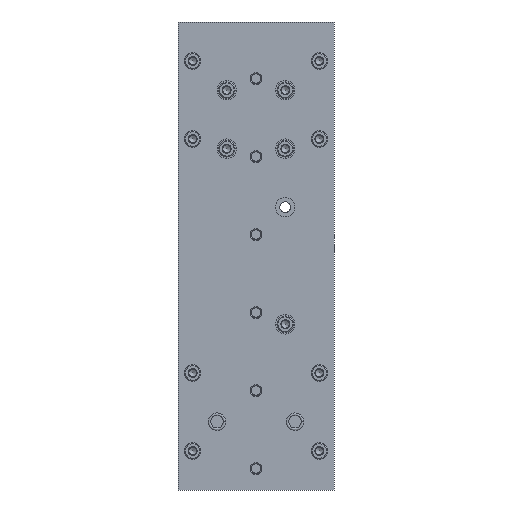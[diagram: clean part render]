
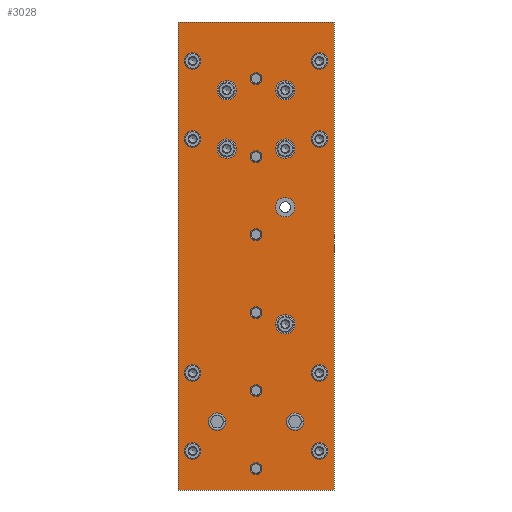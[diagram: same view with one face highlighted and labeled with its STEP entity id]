
A CAD part, front view. The second image highlights one B-rep face of the part: STEP entity #3028.
In plain terms, the highlighted face is planar.
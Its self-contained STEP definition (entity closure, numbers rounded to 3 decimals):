
#345=CIRCLE('',#3335,5.);
#346=CIRCLE('',#3336,5.);
#347=CIRCLE('',#3337,5.);
#348=CIRCLE('',#3338,5.);
#349=CIRCLE('',#3339,5.);
#350=CIRCLE('',#3340,5.);
#351=CIRCLE('',#3341,3.);
#352=CIRCLE('',#3342,3.);
#353=CIRCLE('',#3343,3.);
#354=CIRCLE('',#3344,2.5);
#355=CIRCLE('',#3345,2.5);
#356=CIRCLE('',#3346,2.5);
#357=CIRCLE('',#3347,2.5);
#358=CIRCLE('',#3348,3.);
#359=CIRCLE('',#3349,3.);
#360=CIRCLE('',#3350,4.5);
#361=CIRCLE('',#3351,4.5);
#362=CIRCLE('',#3352,3.);
#363=CIRCLE('',#3353,2.5);
#364=CIRCLE('',#3354,2.5);
#365=CIRCLE('',#3355,2.5);
#366=CIRCLE('',#3356,2.5);
#553=ORIENTED_EDGE('',*,*,#1277,.F.);
#554=ORIENTED_EDGE('',*,*,#1278,.F.);
#555=ORIENTED_EDGE('',*,*,#1279,.F.);
#556=ORIENTED_EDGE('',*,*,#1280,.F.);
#557=ORIENTED_EDGE('',*,*,#1281,.F.);
#558=ORIENTED_EDGE('',*,*,#1282,.F.);
#559=ORIENTED_EDGE('',*,*,#1283,.F.);
#560=ORIENTED_EDGE('',*,*,#1284,.F.);
#561=ORIENTED_EDGE('',*,*,#1285,.F.);
#562=ORIENTED_EDGE('',*,*,#1286,.F.);
#563=ORIENTED_EDGE('',*,*,#1287,.F.);
#564=ORIENTED_EDGE('',*,*,#1288,.F.);
#565=ORIENTED_EDGE('',*,*,#1289,.F.);
#566=ORIENTED_EDGE('',*,*,#1290,.F.);
#567=ORIENTED_EDGE('',*,*,#1291,.F.);
#568=ORIENTED_EDGE('',*,*,#1292,.F.);
#569=ORIENTED_EDGE('',*,*,#1293,.F.);
#570=ORIENTED_EDGE('',*,*,#1294,.F.);
#571=ORIENTED_EDGE('',*,*,#1295,.F.);
#572=ORIENTED_EDGE('',*,*,#1296,.F.);
#573=ORIENTED_EDGE('',*,*,#1297,.F.);
#574=ORIENTED_EDGE('',*,*,#1298,.F.);
#575=ORIENTED_EDGE('',*,*,#1267,.T.);
#576=ORIENTED_EDGE('',*,*,#1271,.T.);
#577=ORIENTED_EDGE('',*,*,#1274,.T.);
#578=ORIENTED_EDGE('',*,*,#1276,.T.);
#1267=EDGE_CURVE('',#1632,#1631,#1915,.T.);
#1271=EDGE_CURVE('',#1631,#1634,#1919,.T.);
#1274=EDGE_CURVE('',#1634,#1636,#1922,.T.);
#1276=EDGE_CURVE('',#1636,#1632,#1924,.T.);
#1277=EDGE_CURVE('',#1637,#1637,#345,.T.);
#1278=EDGE_CURVE('',#1638,#1638,#346,.T.);
#1279=EDGE_CURVE('',#1639,#1639,#347,.T.);
#1280=EDGE_CURVE('',#1640,#1640,#348,.T.);
#1281=EDGE_CURVE('',#1641,#1641,#349,.T.);
#1282=EDGE_CURVE('',#1642,#1642,#350,.T.);
#1283=EDGE_CURVE('',#1643,#1643,#351,.T.);
#1284=EDGE_CURVE('',#1644,#1644,#352,.T.);
#1285=EDGE_CURVE('',#1645,#1645,#353,.T.);
#1286=EDGE_CURVE('',#1646,#1646,#354,.T.);
#1287=EDGE_CURVE('',#1647,#1647,#355,.T.);
#1288=EDGE_CURVE('',#1648,#1648,#356,.T.);
#1289=EDGE_CURVE('',#1649,#1649,#357,.T.);
#1290=EDGE_CURVE('',#1650,#1650,#358,.T.);
#1291=EDGE_CURVE('',#1651,#1651,#359,.T.);
#1292=EDGE_CURVE('',#1652,#1652,#360,.T.);
#1293=EDGE_CURVE('',#1653,#1653,#361,.T.);
#1294=EDGE_CURVE('',#1654,#1654,#362,.T.);
#1295=EDGE_CURVE('',#1655,#1655,#363,.T.);
#1296=EDGE_CURVE('',#1656,#1656,#364,.T.);
#1297=EDGE_CURVE('',#1657,#1657,#365,.T.);
#1298=EDGE_CURVE('',#1658,#1658,#366,.T.);
#1631=VERTEX_POINT('',#4807);
#1632=VERTEX_POINT('',#4809);
#1634=VERTEX_POINT('',#4815);
#1636=VERTEX_POINT('',#4821);
#1637=VERTEX_POINT('',#4828);
#1638=VERTEX_POINT('',#4830);
#1639=VERTEX_POINT('',#4832);
#1640=VERTEX_POINT('',#4834);
#1641=VERTEX_POINT('',#4836);
#1642=VERTEX_POINT('',#4838);
#1643=VERTEX_POINT('',#4840);
#1644=VERTEX_POINT('',#4842);
#1645=VERTEX_POINT('',#4844);
#1646=VERTEX_POINT('',#4846);
#1647=VERTEX_POINT('',#4848);
#1648=VERTEX_POINT('',#4850);
#1649=VERTEX_POINT('',#4852);
#1650=VERTEX_POINT('',#4854);
#1651=VERTEX_POINT('',#4856);
#1652=VERTEX_POINT('',#4858);
#1653=VERTEX_POINT('',#4860);
#1654=VERTEX_POINT('',#4862);
#1655=VERTEX_POINT('',#4864);
#1656=VERTEX_POINT('',#4866);
#1657=VERTEX_POINT('',#4868);
#1658=VERTEX_POINT('',#4870);
#1915=LINE('',#4808,#2055);
#1919=LINE('',#4816,#2059);
#1922=LINE('',#4822,#2062);
#1924=LINE('',#4825,#2064);
#2055=VECTOR('',#3779,1000.);
#2059=VECTOR('',#3785,1000.);
#2062=VECTOR('',#3790,1000.);
#2064=VECTOR('',#3794,1000.);
#2197=EDGE_LOOP('',(#553));
#2198=EDGE_LOOP('',(#554));
#2199=EDGE_LOOP('',(#555));
#2200=EDGE_LOOP('',(#556));
#2201=EDGE_LOOP('',(#557));
#2202=EDGE_LOOP('',(#558));
#2203=EDGE_LOOP('',(#559));
#2204=EDGE_LOOP('',(#560));
#2205=EDGE_LOOP('',(#561));
#2206=EDGE_LOOP('',(#562));
#2207=EDGE_LOOP('',(#563));
#2208=EDGE_LOOP('',(#564));
#2209=EDGE_LOOP('',(#565));
#2210=EDGE_LOOP('',(#566));
#2211=EDGE_LOOP('',(#567));
#2212=EDGE_LOOP('',(#568));
#2213=EDGE_LOOP('',(#569));
#2214=EDGE_LOOP('',(#570));
#2215=EDGE_LOOP('',(#571));
#2216=EDGE_LOOP('',(#572));
#2217=EDGE_LOOP('',(#573));
#2218=EDGE_LOOP('',(#574));
#2219=EDGE_LOOP('',(#575,#576,#577,#578));
#2567=FACE_BOUND('',#2197,.T.);
#2568=FACE_BOUND('',#2198,.T.);
#2569=FACE_BOUND('',#2199,.T.);
#2570=FACE_BOUND('',#2200,.T.);
#2571=FACE_BOUND('',#2201,.T.);
#2572=FACE_BOUND('',#2202,.T.);
#2573=FACE_BOUND('',#2203,.T.);
#2574=FACE_BOUND('',#2204,.T.);
#2575=FACE_BOUND('',#2205,.T.);
#2576=FACE_BOUND('',#2206,.T.);
#2577=FACE_BOUND('',#2207,.T.);
#2578=FACE_BOUND('',#2208,.T.);
#2579=FACE_BOUND('',#2209,.T.);
#2580=FACE_BOUND('',#2210,.T.);
#2581=FACE_BOUND('',#2211,.T.);
#2582=FACE_BOUND('',#2212,.T.);
#2583=FACE_BOUND('',#2213,.T.);
#2584=FACE_BOUND('',#2214,.T.);
#2585=FACE_BOUND('',#2215,.T.);
#2586=FACE_BOUND('',#2216,.T.);
#2587=FACE_BOUND('',#2217,.T.);
#2588=FACE_BOUND('',#2218,.T.);
#2589=FACE_BOUND('',#2219,.T.);
#2941=PLANE('',#3334);
#3028=ADVANCED_FACE('',(#2567,#2568,#2569,#2570,#2571,#2572,#2573,#2574,
#2575,#2576,#2577,#2578,#2579,#2580,#2581,#2582,#2583,#2584,#2585,#2586,
#2587,#2588,#2589),#2941,.T.);
#3334=AXIS2_PLACEMENT_3D('',#4826,#3795,#3796);
#3335=AXIS2_PLACEMENT_3D('',#4827,#3797,#3798);
#3336=AXIS2_PLACEMENT_3D('',#4829,#3799,#3800);
#3337=AXIS2_PLACEMENT_3D('',#4831,#3801,#3802);
#3338=AXIS2_PLACEMENT_3D('',#4833,#3803,#3804);
#3339=AXIS2_PLACEMENT_3D('',#4835,#3805,#3806);
#3340=AXIS2_PLACEMENT_3D('',#4837,#3807,#3808);
#3341=AXIS2_PLACEMENT_3D('',#4839,#3809,#3810);
#3342=AXIS2_PLACEMENT_3D('',#4841,#3811,#3812);
#3343=AXIS2_PLACEMENT_3D('',#4843,#3813,#3814);
#3344=AXIS2_PLACEMENT_3D('',#4845,#3815,#3816);
#3345=AXIS2_PLACEMENT_3D('',#4847,#3817,#3818);
#3346=AXIS2_PLACEMENT_3D('',#4849,#3819,#3820);
#3347=AXIS2_PLACEMENT_3D('',#4851,#3821,#3822);
#3348=AXIS2_PLACEMENT_3D('',#4853,#3823,#3824);
#3349=AXIS2_PLACEMENT_3D('',#4855,#3825,#3826);
#3350=AXIS2_PLACEMENT_3D('',#4857,#3827,#3828);
#3351=AXIS2_PLACEMENT_3D('',#4859,#3829,#3830);
#3352=AXIS2_PLACEMENT_3D('',#4861,#3831,#3832);
#3353=AXIS2_PLACEMENT_3D('',#4863,#3833,#3834);
#3354=AXIS2_PLACEMENT_3D('',#4865,#3835,#3836);
#3355=AXIS2_PLACEMENT_3D('',#4867,#3837,#3838);
#3356=AXIS2_PLACEMENT_3D('',#4869,#3839,#3840);
#3779=DIRECTION('',(0.,0.,1.));
#3785=DIRECTION('',(1.,0.,0.));
#3790=DIRECTION('',(0.,0.,-1.));
#3794=DIRECTION('',(-1.,0.,0.));
#3795=DIRECTION('',(0.,1.,0.));
#3796=DIRECTION('',(0.,0.,1.));
#3797=DIRECTION('',(0.,1.,0.));
#3798=DIRECTION('',(0.,0.,1.));
#3799=DIRECTION('',(0.,1.,0.));
#3800=DIRECTION('',(0.,0.,1.));
#3801=DIRECTION('',(0.,1.,0.));
#3802=DIRECTION('',(0.,0.,1.));
#3803=DIRECTION('',(0.,1.,0.));
#3804=DIRECTION('',(0.,0.,1.));
#3805=DIRECTION('',(0.,1.,0.));
#3806=DIRECTION('',(0.,0.,1.));
#3807=DIRECTION('',(0.,1.,0.));
#3808=DIRECTION('',(0.,0.,1.));
#3809=DIRECTION('',(0.,1.,0.));
#3810=DIRECTION('',(0.,0.,1.));
#3811=DIRECTION('',(0.,1.,0.));
#3812=DIRECTION('',(0.,0.,1.));
#3813=DIRECTION('',(0.,1.,0.));
#3814=DIRECTION('',(0.,0.,1.));
#3815=DIRECTION('',(0.,1.,0.));
#3816=DIRECTION('',(0.,0.,1.));
#3817=DIRECTION('',(0.,1.,0.));
#3818=DIRECTION('',(0.,0.,1.));
#3819=DIRECTION('',(0.,1.,0.));
#3820=DIRECTION('',(0.,0.,1.));
#3821=DIRECTION('',(0.,1.,0.));
#3822=DIRECTION('',(0.,0.,1.));
#3823=DIRECTION('',(0.,1.,0.));
#3824=DIRECTION('',(0.,0.,1.));
#3825=DIRECTION('',(0.,1.,0.));
#3826=DIRECTION('',(0.,0.,1.));
#3827=DIRECTION('',(0.,1.,0.));
#3828=DIRECTION('',(1.,0.,0.));
#3829=DIRECTION('',(0.,1.,0.));
#3830=DIRECTION('',(1.,0.,0.));
#3831=DIRECTION('',(0.,1.,0.));
#3832=DIRECTION('',(0.,0.,1.));
#3833=DIRECTION('',(0.,1.,0.));
#3834=DIRECTION('',(0.,0.,1.));
#3835=DIRECTION('',(0.,1.,0.));
#3836=DIRECTION('',(0.,0.,1.));
#3837=DIRECTION('',(0.,1.,0.));
#3838=DIRECTION('',(0.,0.,1.));
#3839=DIRECTION('',(0.,1.,0.));
#3840=DIRECTION('',(0.,0.,1.));
#4807=CARTESIAN_POINT('',(-40.,12.,240.));
#4808=CARTESIAN_POINT('',(-40.,12.,0.));
#4809=CARTESIAN_POINT('',(-40.,12.,0.));
#4815=CARTESIAN_POINT('',(40.,12.,240.));
#4816=CARTESIAN_POINT('',(-40.,12.,240.));
#4821=CARTESIAN_POINT('',(40.,12.,0.));
#4822=CARTESIAN_POINT('',(40.,12.,240.));
#4825=CARTESIAN_POINT('',(40.,12.,0.));
#4826=CARTESIAN_POINT('',(0.,12.,0.));
#4827=CARTESIAN_POINT('',(-15.,12.,85.));
#4828=CARTESIAN_POINT('',(-15.,12.,90.));
#4829=CARTESIAN_POINT('',(-15.,12.,145.));
#4830=CARTESIAN_POINT('',(-15.,12.,150.));
#4831=CARTESIAN_POINT('',(-15.,12.,175.));
#4832=CARTESIAN_POINT('',(-15.,12.,180.));
#4833=CARTESIAN_POINT('',(15.,12.,175.));
#4834=CARTESIAN_POINT('',(15.,12.,180.));
#4835=CARTESIAN_POINT('',(-15.,12.,205.));
#4836=CARTESIAN_POINT('',(-15.,12.,210.));
#4837=CARTESIAN_POINT('',(15.,12.,205.));
#4838=CARTESIAN_POINT('',(15.,12.,210.));
#4839=CARTESIAN_POINT('',(0.,12.,11.));
#4840=CARTESIAN_POINT('',(0.,12.,14.));
#4841=CARTESIAN_POINT('',(0.,12.,51.));
#4842=CARTESIAN_POINT('',(0.,12.,54.));
#4843=CARTESIAN_POINT('',(0.,12.,91.));
#4844=CARTESIAN_POINT('',(0.,12.,94.));
#4845=CARTESIAN_POINT('',(-32.5,12.,60.));
#4846=CARTESIAN_POINT('',(-32.5,12.,62.5));
#4847=CARTESIAN_POINT('',(-32.5,12.,20.));
#4848=CARTESIAN_POINT('',(-32.5,12.,22.5));
#4849=CARTESIAN_POINT('',(32.5,12.,60.));
#4850=CARTESIAN_POINT('',(32.5,12.,62.5));
#4851=CARTESIAN_POINT('',(32.5,12.,20.));
#4852=CARTESIAN_POINT('',(32.5,12.,22.5));
#4853=CARTESIAN_POINT('',(0.,12.,211.));
#4854=CARTESIAN_POINT('',(0.,12.,214.));
#4855=CARTESIAN_POINT('',(0.,12.,131.));
#4856=CARTESIAN_POINT('',(0.,12.,134.));
#4857=CARTESIAN_POINT('',(-20.,12.,35.));
#4858=CARTESIAN_POINT('',(-15.5,12.,35.));
#4859=CARTESIAN_POINT('',(20.,12.,35.));
#4860=CARTESIAN_POINT('',(24.5,12.,35.));
#4861=CARTESIAN_POINT('',(0.,12.,171.));
#4862=CARTESIAN_POINT('',(0.,12.,174.));
#4863=CARTESIAN_POINT('',(-32.5,12.,180.));
#4864=CARTESIAN_POINT('',(-32.5,12.,182.5));
#4865=CARTESIAN_POINT('',(-32.5,12.,220.));
#4866=CARTESIAN_POINT('',(-32.5,12.,222.5));
#4867=CARTESIAN_POINT('',(32.5,12.,180.));
#4868=CARTESIAN_POINT('',(32.5,12.,182.5));
#4869=CARTESIAN_POINT('',(32.5,12.,220.));
#4870=CARTESIAN_POINT('',(32.5,12.,222.5));
